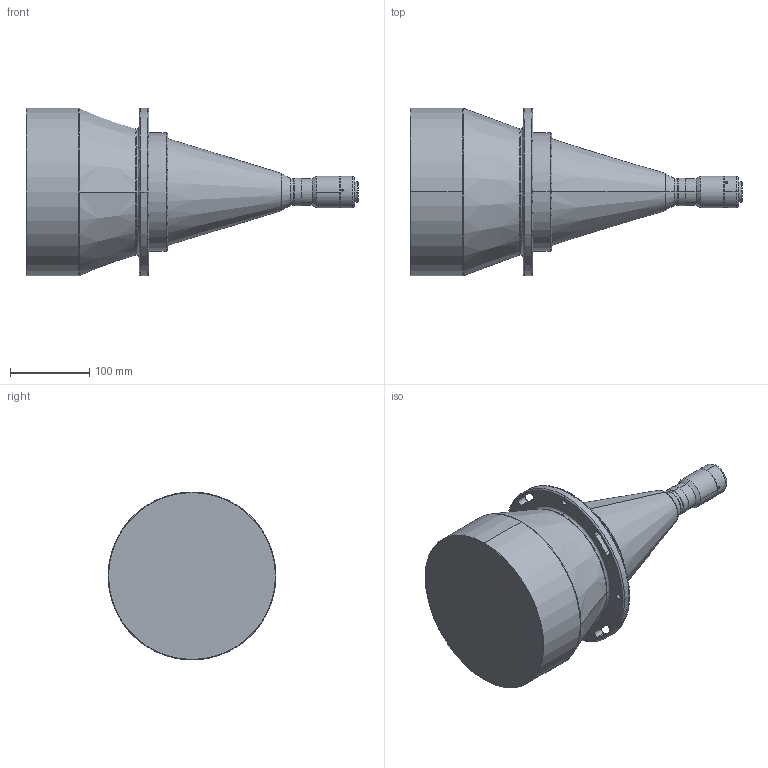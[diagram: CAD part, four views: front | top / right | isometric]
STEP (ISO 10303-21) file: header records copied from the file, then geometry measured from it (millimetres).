
FILE_DESCRIPTION (( 'STEP AP203' ), '1' );
FILE_NAME ('DTCM111-170-AL.STEP', '2019-11-14T07:18:58', ( 'Windows 蚚誧' ), ( '' ), 'SwSTEP 2.0', 'SolidWorks 2017', '' );
FILE_SCHEMA (( 'CONFIG_CONTROL_DESIGN' ));
Length unit declared in the file: millimetre
Products named in the file (1): DTCM111-170-AL
Bounding box: 419.5 x 212 x 212 mm (x, y, z)
Volume: 6351824.2 mm3; surface area: 239465.1 mm2
Topology: 1 solids, 1 shells, 103 faces, 250 edges, 153 vertices
Faces by surface type: cylinder 54, cone 24, bspline 16, plane 9
Entity records: 3895 total; most frequent: CARTESIAN_POINT 1439, DIRECTION 522, ORIENTED_EDGE 488, EDGE_CURVE 244, AXIS2_PLACEMENT_3D 222, VERTEX_POINT 153, CIRCLE 134, EDGE_LOOP 129
